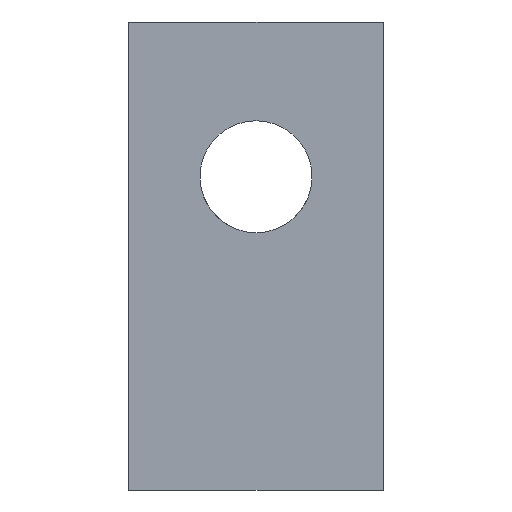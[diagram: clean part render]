
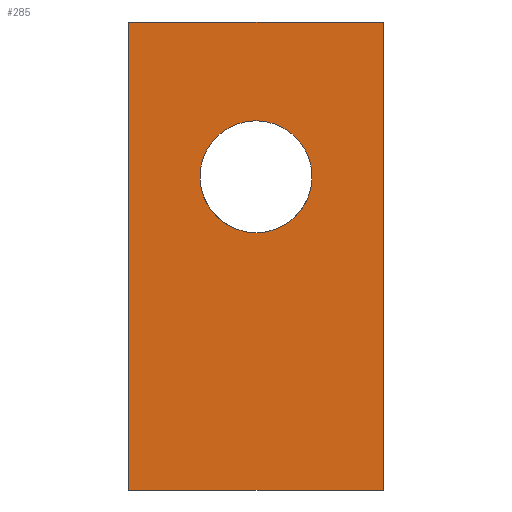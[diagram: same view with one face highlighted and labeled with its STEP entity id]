
A CAD part, left-side view. The second image highlights one B-rep face of the part: STEP entity #285.
In plain terms, the highlighted planar face has unit normal (-1, 0, 0).
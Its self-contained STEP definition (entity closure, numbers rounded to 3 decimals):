
#9 = VECTOR ( 'NONE', #275, 1000. ) ;
#27 = DIRECTION ( 'NONE',  ( 0., -1., 0. ) ) ;
#35 = CARTESIAN_POINT ( 'NONE',  ( -21.3, -9.2, -30. ) ) ;
#37 = CARTESIAN_POINT ( 'NONE',  ( -21.3, -20.8, -3.125 ) ) ;
#46 = CARTESIAN_POINT ( 'NONE',  ( -21.3, -15., -7.625 ) ) ;
#61 = CARTESIAN_POINT ( 'NONE',  ( -21.3, -15., -12.725 ) ) ;
#71 = FACE_OUTER_BOUND ( 'NONE', #231, .T. ) ;
#72 = VERTEX_POINT ( 'NONE', #46 ) ;
#76 = CARTESIAN_POINT ( 'NONE',  ( -21.3, -15., -10.175 ) ) ;
#89 = AXIS2_PLACEMENT_3D ( 'NONE', #470, #234, #153 ) ;
#91 = VERTEX_POINT ( 'NONE', #491 ) ;
#100 = LINE ( 'NONE', #270, #514 ) ;
#135 = VERTEX_POINT ( 'NONE', #378 ) ;
#143 = AXIS2_PLACEMENT_3D ( 'NONE', #219, #527, #157 ) ;
#146 = AXIS2_PLACEMENT_3D ( 'NONE', #76, #149, #27 ) ;
#149 = DIRECTION ( 'NONE',  ( -1., 0., 0. ) ) ;
#153 = DIRECTION ( 'NONE',  ( 0., -1., 0. ) ) ;
#157 = DIRECTION ( 'NONE',  ( 0., 0., 1. ) ) ;
#170 = ORIENTED_EDGE ( 'NONE', *, *, #501, .T. ) ;
#181 = LINE ( 'NONE', #472, #326 ) ;
#182 = CIRCLE ( 'NONE', #89, 2.55 ) ;
#192 = EDGE_CURVE ( 'NONE', #135, #283, #337, .T. ) ;
#196 = LINE ( 'NONE', #482, #469 ) ;
#219 = CARTESIAN_POINT ( 'NONE',  ( -21.3, -9.2, -30. ) ) ;
#229 = EDGE_CURVE ( 'NONE', #72, #269, #182, .T. ) ;
#231 = EDGE_LOOP ( 'NONE', ( #468, #379, #170, #439 ) ) ;
#234 = DIRECTION ( 'NONE',  ( -1., 0., 0. ) ) ;
#269 = VERTEX_POINT ( 'NONE', #61 ) ;
#270 = CARTESIAN_POINT ( 'NONE',  ( -21.3, 9.2, -24.441 ) ) ;
#275 = DIRECTION ( 'NONE',  ( 0., 0., 1. ) ) ;
#283 = VERTEX_POINT ( 'NONE', #437 ) ;
#285 = ADVANCED_FACE ( 'NONE', ( #71, #394 ), #354, .T. ) ;
#308 = EDGE_LOOP ( 'NONE', ( #418, #333 ) ) ;
#326 = VECTOR ( 'NONE', #520, 1000. ) ;
#333 = ORIENTED_EDGE ( 'NONE', *, *, #229, .F. ) ;
#337 = LINE ( 'NONE', #35, #9 ) ;
#345 = DIRECTION ( 'NONE',  ( 0., 1., 0. ) ) ;
#346 = EDGE_CURVE ( 'NONE', #358, #283, #196, .T. ) ;
#354 = PLANE ( 'NONE',  #143 ) ;
#358 = VERTEX_POINT ( 'NONE', #37 ) ;
#378 = CARTESIAN_POINT ( 'NONE',  ( -21.3, -9.2, -24.441 ) ) ;
#379 = ORIENTED_EDGE ( 'NONE', *, *, #192, .F. ) ;
#394 = FACE_BOUND ( 'NONE', #308, .T. ) ;
#407 = EDGE_CURVE ( 'NONE', #269, #72, #530, .T. ) ;
#418 = ORIENTED_EDGE ( 'NONE', *, *, #407, .F. ) ;
#437 = CARTESIAN_POINT ( 'NONE',  ( -21.3, -9.2, -3.125 ) ) ;
#439 = ORIENTED_EDGE ( 'NONE', *, *, #489, .T. ) ;
#468 = ORIENTED_EDGE ( 'NONE', *, *, #346, .T. ) ;
#469 = VECTOR ( 'NONE', #345, 1000. ) ;
#470 = CARTESIAN_POINT ( 'NONE',  ( -21.3, -15., -10.175 ) ) ;
#472 = CARTESIAN_POINT ( 'NONE',  ( -21.3, -20.8, -30. ) ) ;
#482 = CARTESIAN_POINT ( 'NONE',  ( -21.3, -20.8, -3.125 ) ) ;
#489 = EDGE_CURVE ( 'NONE', #91, #358, #181, .T. ) ;
#491 = CARTESIAN_POINT ( 'NONE',  ( -21.3, -20.8, -24.441 ) ) ;
#501 = EDGE_CURVE ( 'NONE', #135, #91, #100, .T. ) ;
#513 = DIRECTION ( 'NONE',  ( 0., -1., 0. ) ) ;
#514 = VECTOR ( 'NONE', #513, 1000. ) ;
#520 = DIRECTION ( 'NONE',  ( 0., 0., 1. ) ) ;
#527 = DIRECTION ( 'NONE',  ( -1., 0., 0. ) ) ;
#530 = CIRCLE ( 'NONE', #146, 2.55 ) ;
